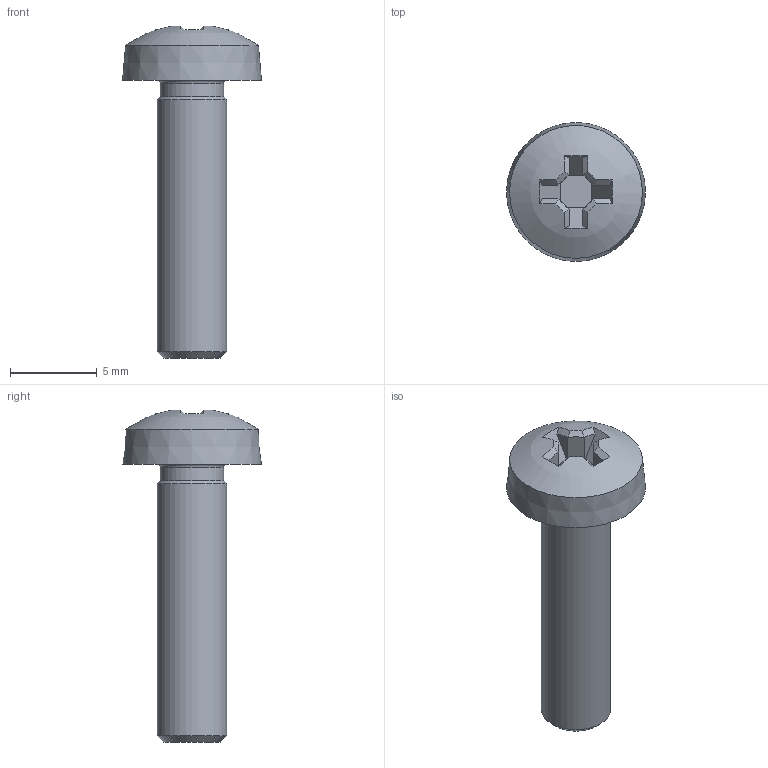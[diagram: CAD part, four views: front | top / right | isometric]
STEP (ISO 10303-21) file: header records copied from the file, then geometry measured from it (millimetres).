
FILE_DESCRIPTION(/* description */ ('Cross recessed raised cheese head screws - Type H'),/* implementation_level */ '2;1');
FILE_NAME(/* name */ 'DIN 7985 (H) - M4x16-H.stp',/* time_stamp */ '2019-07-07T13:29:35-07:00',/* author */ ('ZEUSLAP'),/* organization */ (''),/* preprocessor_version */ 'ST-DEVELOPER v16.13',/* originating_system */ 'Autodesk Inventor 2018',/* authorisation */ '');
FILE_SCHEMA (('AUTOMOTIVE_DESIGN { 1 0 10303 214 3 1 1 }'));
Length unit declared in the file: millimetre
Products named in the file (1): DIN 7985 (H) - M4x16-H
Bounding box: 8 x 8 x 19.12 mm (x, y, z)
Volume: 312.1 mm3; surface area: 368.3 mm2
Topology: 1 solids, 1 shells, 38 faces, 100 edges, 65 vertices
Faces by surface type: plane 19, cone 15, cylinder 2, sphere 1, torus 1
Full cylindrical faces by diameter (mm): 3.65 x1, 4 x1
Entity records: 1179 total; most frequent: CARTESIAN_POINT 211, DIRECTION 210, ORIENTED_EDGE 184, EDGE_CURVE 92, AXIS2_PLACEMENT_3D 87, VERTEX_POINT 64, EDGE_LOOP 46, CIRCLE 44
